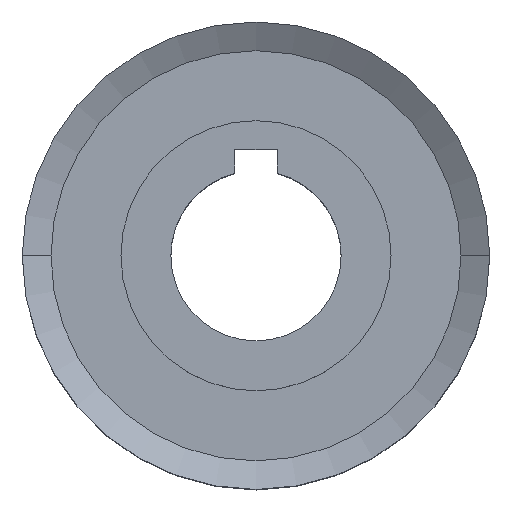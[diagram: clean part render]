
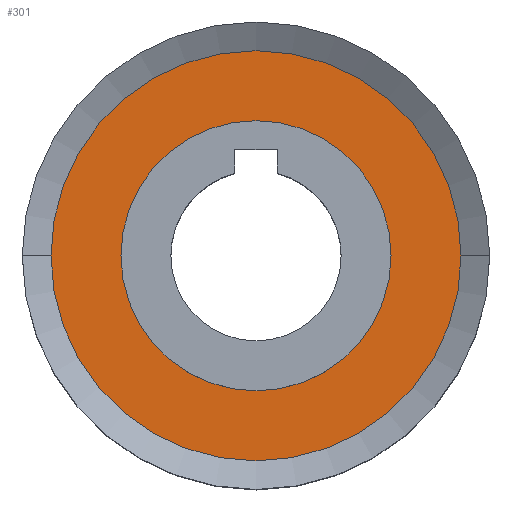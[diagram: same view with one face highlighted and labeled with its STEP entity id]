
A CAD part, top view. The second image highlights one B-rep face of the part: STEP entity #301.
In plain terms, the highlighted planar face has unit normal (0, 0, 1).
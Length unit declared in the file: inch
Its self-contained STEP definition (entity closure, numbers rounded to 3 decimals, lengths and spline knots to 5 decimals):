
#60 = AXIS2_PLACEMENT_3D ( 'NONE', #1308, #1542, #1557 ) ;
#75 = AXIS2_PLACEMENT_3D ( 'NONE', #2914, #2899, #2439 ) ;
#87 = EDGE_CURVE ( 'NONE', #2834, #295, #1723, .T. ) ;
#173 = AXIS2_PLACEMENT_3D ( 'NONE', #2308, #3037, #2803 ) ;
#201 = AXIS2_PLACEMENT_3D ( 'NONE', #1759, #2716, #573 ) ;
#295 = VERTEX_POINT ( 'NONE', #2727 ) ;
#301 = ADVANCED_FACE ( 'NONE', ( #2309, #1144 ), #829, .T. ) ;
#403 = EDGE_LOOP ( 'NONE', ( #2261, #3038 ) ) ;
#410 = ORIENTED_EDGE ( 'NONE', *, *, #87, .F. ) ;
#573 = DIRECTION ( 'NONE',  ( -1., 0., 0. ) ) ;
#574 = CIRCLE ( 'NONE', #75, 0.38181 ) ;
#681 = CIRCLE ( 'NONE', #2687, 0.2515 ) ;
#750 = DIRECTION ( 'NONE',  ( 0., 0., -1. ) ) ;
#829 = PLANE ( 'NONE',  #60 ) ;
#848 = EDGE_CURVE ( 'NONE', #865, #2768, #2023, .T. ) ;
#865 = VERTEX_POINT ( 'NONE', #1593 ) ;
#966 = CARTESIAN_POINT ( 'NONE',  ( 0.38181, 0., 0.25669 ) ) ;
#1144 = FACE_OUTER_BOUND ( 'NONE', #1455, .T. ) ;
#1308 = CARTESIAN_POINT ( 'NONE',  ( 0., 0.38181, 0.25669 ) ) ;
#1455 = EDGE_LOOP ( 'NONE', ( #410, #1791 ) ) ;
#1542 = DIRECTION ( 'NONE',  ( 0., 0., 1. ) ) ;
#1557 = DIRECTION ( 'NONE',  ( 1., 0., 0. ) ) ;
#1593 = CARTESIAN_POINT ( 'NONE',  ( 0.2515, 0., 0.25669 ) ) ;
#1723 = CIRCLE ( 'NONE', #201, 0.38181 ) ;
#1759 = CARTESIAN_POINT ( 'NONE',  ( 0., 0., 0.25669 ) ) ;
#1791 = ORIENTED_EDGE ( 'NONE', *, *, #2901, .F. ) ;
#1926 = EDGE_CURVE ( 'NONE', #2768, #865, #681, .T. ) ;
#1972 = DIRECTION ( 'NONE',  ( -1., 0., 0. ) ) ;
#2023 = CIRCLE ( 'NONE', #173, 0.2515 ) ;
#2233 = CARTESIAN_POINT ( 'NONE',  ( -0.2515, 0., 0.25669 ) ) ;
#2261 = ORIENTED_EDGE ( 'NONE', *, *, #1926, .T. ) ;
#2308 = CARTESIAN_POINT ( 'NONE',  ( 0., 0., 0.25669 ) ) ;
#2309 = FACE_BOUND ( 'NONE', #403, .T. ) ;
#2433 = CARTESIAN_POINT ( 'NONE',  ( 0., 0., 0.25669 ) ) ;
#2439 = DIRECTION ( 'NONE',  ( -1., 0., 0. ) ) ;
#2687 = AXIS2_PLACEMENT_3D ( 'NONE', #2433, #750, #1972 ) ;
#2716 = DIRECTION ( 'NONE',  ( 0., 0., -1. ) ) ;
#2727 = CARTESIAN_POINT ( 'NONE',  ( -0.38181, 0., 0.25669 ) ) ;
#2768 = VERTEX_POINT ( 'NONE', #2233 ) ;
#2803 = DIRECTION ( 'NONE',  ( -1., 0., 0. ) ) ;
#2834 = VERTEX_POINT ( 'NONE', #966 ) ;
#2899 = DIRECTION ( 'NONE',  ( 0., 0., -1. ) ) ;
#2901 = EDGE_CURVE ( 'NONE', #295, #2834, #574, .T. ) ;
#2914 = CARTESIAN_POINT ( 'NONE',  ( 0., 0., 0.25669 ) ) ;
#3037 = DIRECTION ( 'NONE',  ( 0., 0., -1. ) ) ;
#3038 = ORIENTED_EDGE ( 'NONE', *, *, #848, .T. ) ;
